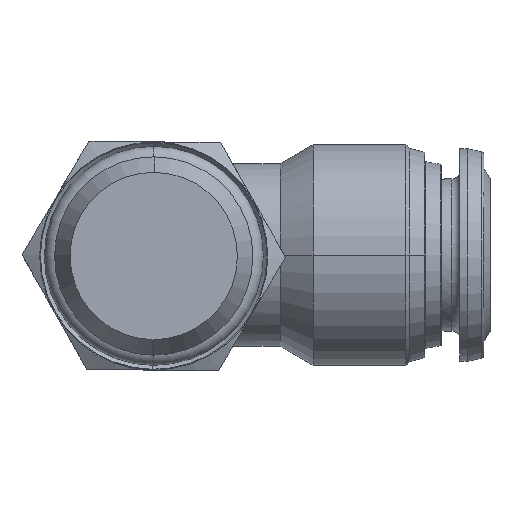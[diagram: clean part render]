
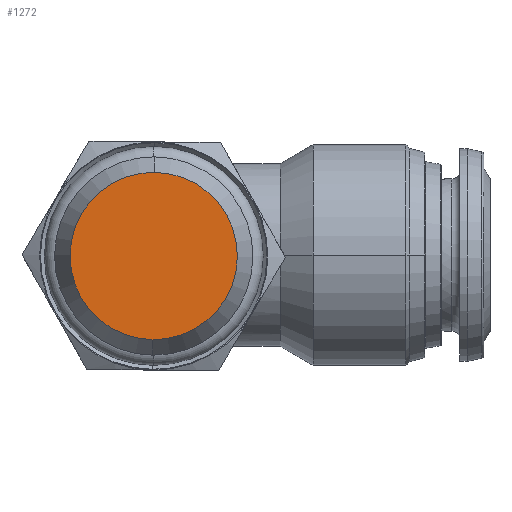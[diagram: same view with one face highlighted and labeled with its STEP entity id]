
A CAD part, front view. The second image highlights one B-rep face of the part: STEP entity #1272.
In plain terms, the highlighted planar face has unit normal (0, -1, 0).
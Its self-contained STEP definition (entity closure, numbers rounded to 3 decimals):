
#9 = DIRECTION ( 'NONE',  ( -0.009, 0., -1. ) ) ;
#453 = CARTESIAN_POINT ( 'NONE',  ( 0.146, -8.537, -5.564 ) ) ;
#469 = CARTESIAN_POINT ( 'NONE',  ( 0.241, -8.537, 5.435 ) ) ;
#504 = PLANE ( 'NONE',  #5156 ) ;
#512 = DIRECTION ( 'NONE',  ( 0., -1., 0. ) ) ;
#901 = VERTEX_POINT ( 'NONE', #453 ) ;
#917 = VERTEX_POINT ( 'NONE', #469 ) ;
#965 = EDGE_LOOP ( 'NONE', ( #1789, #1790 ) ) ;
#1272 = ADVANCED_FACE ( 'NONE', ( #4983 ), #504, .T. ) ;
#1789 = ORIENTED_EDGE ( 'NONE', *, *, #3514, .T. ) ;
#1790 = ORIENTED_EDGE ( 'NONE', *, *, #3538, .T. ) ;
#3304 = AXIS2_PLACEMENT_3D ( 'NONE', #4023, #4024, #4025 ) ;
#3321 = AXIS2_PLACEMENT_3D ( 'NONE', #4089, #4090, #4091 ) ;
#3514 = EDGE_CURVE ( 'NONE', #917, #901, #4559, .T. ) ;
#3538 = EDGE_CURVE ( 'NONE', #901, #917, #4590, .T. ) ;
#4023 = CARTESIAN_POINT ( 'NONE',  ( 0.194, -8.537, -0.065 ) ) ;
#4024 = DIRECTION ( 'NONE',  ( 0., -1., 0. ) ) ;
#4025 = DIRECTION ( 'NONE',  ( -0.009, 0., -1. ) ) ;
#4089 = CARTESIAN_POINT ( 'NONE',  ( 0.194, -8.537, -0.065 ) ) ;
#4090 = DIRECTION ( 'NONE',  ( 0., -1., 0. ) ) ;
#4091 = DIRECTION ( 'NONE',  ( -0.009, 0., -1. ) ) ;
#4559 = CIRCLE ( 'NONE', #3304, 5.5 ) ;
#4590 = CIRCLE ( 'NONE', #3321, 5.5 ) ;
#4983 = FACE_OUTER_BOUND ( 'NONE', #965, .T. ) ;
#5156 = AXIS2_PLACEMENT_3D ( 'NONE', #5352, #512, #9 ) ;
#5352 = CARTESIAN_POINT ( 'NONE',  ( 0.194, -8.537, -0.065 ) ) ;
